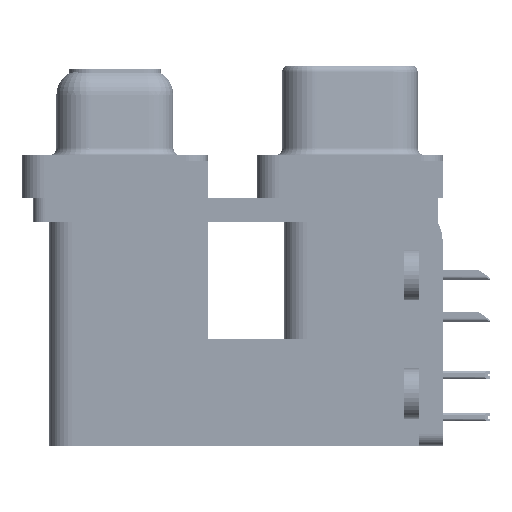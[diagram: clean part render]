
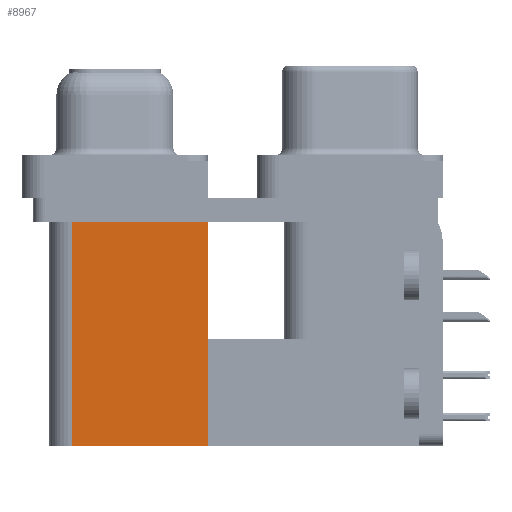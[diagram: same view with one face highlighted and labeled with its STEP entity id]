
A CAD part, left-side view. The second image highlights one B-rep face of the part: STEP entity #8967.
In plain terms, the highlighted planar face has unit normal (-1, 0, 0).
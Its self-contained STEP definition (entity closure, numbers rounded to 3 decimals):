
#120 = EDGE_LOOP ( 'NONE', ( #49613, #27768, #50170, #26489 ) ) ;
#3413 = LINE ( 'NONE', #21103, #36419 ) ;
#4068 = DIRECTION ( 'NONE',  ( 0., 0., 1. ) ) ;
#4870 = DIRECTION ( 'NONE',  ( 1., 0., 0. ) ) ;
#4904 = CARTESIAN_POINT ( 'NONE',  ( 3.7, 9.6, -19.2 ) ) ;
#5815 = VERTEX_POINT ( 'NONE', #56159 ) ;
#6118 = CARTESIAN_POINT ( 'NONE',  ( 3.7, 9.6, -2.5 ) ) ;
#8039 = AXIS2_PLACEMENT_3D ( 'NONE', #19069, #4870, #27211 ) ;
#8967 = ADVANCED_FACE ( 'NONE', ( #13854 ), #44618, .F. ) ;
#9332 = CARTESIAN_POINT ( 'NONE',  ( 3.7, 18.8, -19.2 ) ) ;
#13185 = VECTOR ( 'NONE', #4068, 1000. ) ;
#13854 = FACE_OUTER_BOUND ( 'NONE', #120, .T. ) ;
#14679 = DIRECTION ( 'NONE',  ( 0., 0., 1. ) ) ;
#17888 = DIRECTION ( 'NONE',  ( 0., 1., 0. ) ) ;
#19069 = CARTESIAN_POINT ( 'NONE',  ( 3.7, 9.6, -19.2 ) ) ;
#21103 = CARTESIAN_POINT ( 'NONE',  ( 3.7, 9.6, -19.2 ) ) ;
#21264 = CARTESIAN_POINT ( 'NONE',  ( 3.7, 18.8, -2.5 ) ) ;
#21441 = VERTEX_POINT ( 'NONE', #9332 ) ;
#26489 = ORIENTED_EDGE ( 'NONE', *, *, #46395, .T. ) ;
#26945 = LINE ( 'NONE', #4904, #13185 ) ;
#27211 = DIRECTION ( 'NONE',  ( 0., 0., -1. ) ) ;
#27768 = ORIENTED_EDGE ( 'NONE', *, *, #44662, .F. ) ;
#30400 = EDGE_CURVE ( 'NONE', #5815, #21441, #3413, .T. ) ;
#30598 = CARTESIAN_POINT ( 'NONE',  ( 3.7, 9.6, -2.5 ) ) ;
#31258 = CARTESIAN_POINT ( 'NONE',  ( 3.7, 18.8, -19.2 ) ) ;
#31744 = VECTOR ( 'NONE', #14679, 1000. ) ;
#36419 = VECTOR ( 'NONE', #17888, 1000. ) ;
#37003 = LINE ( 'NONE', #31258, #31744 ) ;
#37158 = LINE ( 'NONE', #6118, #37570 ) ;
#37570 = VECTOR ( 'NONE', #45862, 1000. ) ;
#38291 = VERTEX_POINT ( 'NONE', #30598 ) ;
#41147 = VERTEX_POINT ( 'NONE', #21264 ) ;
#44618 = PLANE ( 'NONE',  #8039 ) ;
#44662 = EDGE_CURVE ( 'NONE', #21441, #41147, #37003, .T. ) ;
#45862 = DIRECTION ( 'NONE',  ( 0., 1., 0. ) ) ;
#46395 = EDGE_CURVE ( 'NONE', #5815, #38291, #26945, .T. ) ;
#49613 = ORIENTED_EDGE ( 'NONE', *, *, #50304, .T. ) ;
#50170 = ORIENTED_EDGE ( 'NONE', *, *, #30400, .F. ) ;
#50304 = EDGE_CURVE ( 'NONE', #38291, #41147, #37158, .T. ) ;
#56159 = CARTESIAN_POINT ( 'NONE',  ( 3.7, 9.6, -19.2 ) ) ;
